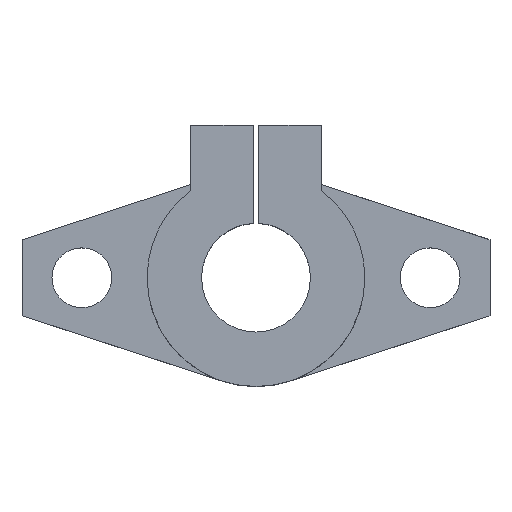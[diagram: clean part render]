
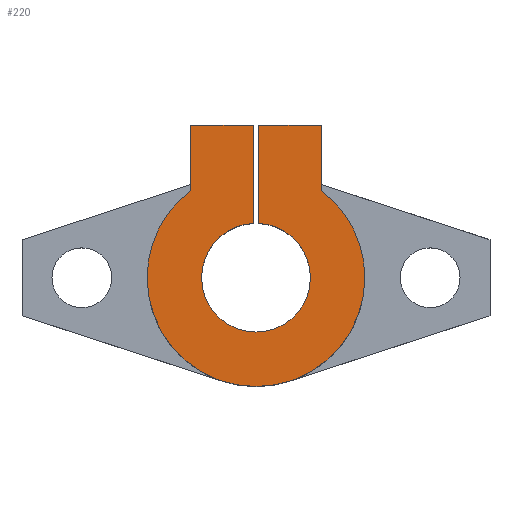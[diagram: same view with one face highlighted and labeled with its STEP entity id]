
A CAD part, top view. The second image highlights one B-rep face of the part: STEP entity #220.
In plain terms, the highlighted planar face has unit normal (0, 0, 1).
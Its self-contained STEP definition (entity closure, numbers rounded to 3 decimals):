
#211 = DIRECTION ( 'NONE',  ( 1., 0., 0. ) ) ;
#220 = ADVANCED_FACE ( 'NONE', ( #13550 ), #11495, .T. ) ;
#225 = DIRECTION ( 'NONE',  ( 0., 0., 1. ) ) ;
#241 = CIRCLE ( 'NONE', #13273, 5. ) ;
#469 = DIRECTION ( 'NONE',  ( 1., 0., 0. ) ) ;
#503 = ORIENTED_EDGE ( 'NONE', *, *, #11533, .F. ) ;
#538 = CARTESIAN_POINT ( 'NONE',  ( -5., 0., 10. ) ) ;
#573 = AXIS2_PLACEMENT_3D ( 'NONE', #14209, #225, #1663 ) ;
#610 = ORIENTED_EDGE ( 'NONE', *, *, #4947, .T. ) ;
#684 = DIRECTION ( 'NONE',  ( -1., 0., 0. ) ) ;
#916 = CARTESIAN_POINT ( 'NONE',  ( 0.25, 14., 10. ) ) ;
#982 = EDGE_CURVE ( 'NONE', #1790, #14021, #9602, .T. ) ;
#1022 = AXIS2_PLACEMENT_3D ( 'NONE', #9811, #5342, #9880 ) ;
#1024 = VERTEX_POINT ( 'NONE', #538 ) ;
#1240 = EDGE_CURVE ( 'NONE', #4949, #7473, #13461, .T. ) ;
#1296 = CIRCLE ( 'NONE', #1022, 5. ) ;
#1362 = DIRECTION ( 'NONE',  ( 0., 1., 0. ) ) ;
#1611 = EDGE_CURVE ( 'NONE', #9745, #14021, #3927, .T. ) ;
#1663 = DIRECTION ( 'NONE',  ( 1., 0., 0. ) ) ;
#1760 = VECTOR ( 'NONE', #5941, 1000. ) ;
#1790 = VERTEX_POINT ( 'NONE', #6320 ) ;
#2228 = CIRCLE ( 'NONE', #573, 5. ) ;
#2341 = EDGE_CURVE ( 'NONE', #1024, #13959, #241, .T. ) ;
#2788 = CARTESIAN_POINT ( 'NONE',  ( 0.25, 0., 10. ) ) ;
#3675 = CARTESIAN_POINT ( 'NONE',  ( -6., 14., 10. ) ) ;
#3927 = LINE ( 'NONE', #2788, #7659 ) ;
#3965 = VERTEX_POINT ( 'NONE', #6190 ) ;
#4316 = DIRECTION ( 'NONE',  ( 0., -1., 0. ) ) ;
#4326 = ORIENTED_EDGE ( 'NONE', *, *, #13242, .T. ) ;
#4372 = ORIENTED_EDGE ( 'NONE', *, *, #982, .T. ) ;
#4413 = CARTESIAN_POINT ( 'NONE',  ( 0., 0., 10. ) ) ;
#4429 = VECTOR ( 'NONE', #4316, 1000. ) ;
#4470 = DIRECTION ( 'NONE',  ( 0., 0., 1. ) ) ;
#4485 = ORIENTED_EDGE ( 'NONE', *, *, #11201, .F. ) ;
#4697 = ORIENTED_EDGE ( 'NONE', *, *, #8100, .T. ) ;
#4943 = ORIENTED_EDGE ( 'NONE', *, *, #9535, .T. ) ;
#4947 = EDGE_CURVE ( 'NONE', #7473, #1790, #12545, .T. ) ;
#4949 = VERTEX_POINT ( 'NONE', #13612 ) ;
#4996 = VECTOR ( 'NONE', #684, 1000. ) ;
#5342 = DIRECTION ( 'NONE',  ( 0., 0., 1. ) ) ;
#5364 = CARTESIAN_POINT ( 'NONE',  ( 5., 0., 10. ) ) ;
#5475 = VERTEX_POINT ( 'NONE', #9016 ) ;
#5591 = CARTESIAN_POINT ( 'NONE',  ( -10., 0., 10. ) ) ;
#5832 = VERTEX_POINT ( 'NONE', #5591 ) ;
#5941 = DIRECTION ( 'NONE',  ( -1., 0., 0. ) ) ;
#6112 = VECTOR ( 'NONE', #12811, 1000. ) ;
#6131 = AXIS2_PLACEMENT_3D ( 'NONE', #10064, #12411, #6813 ) ;
#6190 = CARTESIAN_POINT ( 'NONE',  ( -0.25, 4.994, 10. ) ) ;
#6200 = VERTEX_POINT ( 'NONE', #7110 ) ;
#6320 = CARTESIAN_POINT ( 'NONE',  ( 6., 14., 10. ) ) ;
#6813 = DIRECTION ( 'NONE',  ( 1., 0., 0. ) ) ;
#7110 = CARTESIAN_POINT ( 'NONE',  ( -0.25, 14., 10. ) ) ;
#7391 = CIRCLE ( 'NONE', #9311, 10. ) ;
#7473 = VERTEX_POINT ( 'NONE', #14786 ) ;
#7659 = VECTOR ( 'NONE', #1362, 1000. ) ;
#7715 = DIRECTION ( 'NONE',  ( 0., 1., 0. ) ) ;
#7794 = CARTESIAN_POINT ( 'NONE',  ( 0., 0., 10. ) ) ;
#8039 = EDGE_LOOP ( 'NONE', ( #4485, #4943, #9170, #4326, #4697, #9938, #610, #4372, #14538, #503, #13873, #10915 ) ) ;
#8100 = EDGE_CURVE ( 'NONE', #5832, #4949, #8546, .T. ) ;
#8519 = VERTEX_POINT ( 'NONE', #9204 ) ;
#8546 = CIRCLE ( 'NONE', #6131, 10. ) ;
#8819 = DIRECTION ( 'NONE',  ( 0., 0., 1. ) ) ;
#9016 = CARTESIAN_POINT ( 'NONE',  ( -6., 14., 10. ) ) ;
#9170 = ORIENTED_EDGE ( 'NONE', *, *, #9693, .T. ) ;
#9204 = CARTESIAN_POINT ( 'NONE',  ( -6., 8., 10. ) ) ;
#9311 = AXIS2_PLACEMENT_3D ( 'NONE', #4413, #10294, #12728 ) ;
#9316 = CARTESIAN_POINT ( 'NONE',  ( 0.25, 4.994, 10. ) ) ;
#9535 = EDGE_CURVE ( 'NONE', #6200, #5475, #11689, .T. ) ;
#9586 = AXIS2_PLACEMENT_3D ( 'NONE', #7794, #4470, #12407 ) ;
#9602 = LINE ( 'NONE', #9677, #4996 ) ;
#9637 = VECTOR ( 'NONE', #7715, 1000. ) ;
#9677 = CARTESIAN_POINT ( 'NONE',  ( -6., 14., 10. ) ) ;
#9693 = EDGE_CURVE ( 'NONE', #5475, #8519, #14919, .T. ) ;
#9745 = VERTEX_POINT ( 'NONE', #9316 ) ;
#9811 = CARTESIAN_POINT ( 'NONE',  ( 0., 0., 10. ) ) ;
#9880 = DIRECTION ( 'NONE',  ( 1., 0., 0. ) ) ;
#9938 = ORIENTED_EDGE ( 'NONE', *, *, #1240, .T. ) ;
#10050 = CARTESIAN_POINT ( 'NONE',  ( -0.25, 0., 10. ) ) ;
#10064 = CARTESIAN_POINT ( 'NONE',  ( 0., 0., 10. ) ) ;
#10294 = DIRECTION ( 'NONE',  ( 0., 0., 1. ) ) ;
#10711 = DIRECTION ( 'NONE',  ( 0., 0., 1. ) ) ;
#10915 = ORIENTED_EDGE ( 'NONE', *, *, #11799, .F. ) ;
#11201 = EDGE_CURVE ( 'NONE', #6200, #3965, #14519, .T. ) ;
#11495 = PLANE ( 'NONE',  #9586 ) ;
#11519 = AXIS2_PLACEMENT_3D ( 'NONE', #12839, #10711, #211 ) ;
#11533 = EDGE_CURVE ( 'NONE', #13959, #9745, #1296, .T. ) ;
#11689 = LINE ( 'NONE', #3675, #1760 ) ;
#11799 = EDGE_CURVE ( 'NONE', #3965, #1024, #2228, .T. ) ;
#12407 = DIRECTION ( 'NONE',  ( 1., 0., 0. ) ) ;
#12411 = DIRECTION ( 'NONE',  ( 0., 0., 1. ) ) ;
#12545 = LINE ( 'NONE', #14742, #9637 ) ;
#12728 = DIRECTION ( 'NONE',  ( 1., 0., 0. ) ) ;
#12811 = DIRECTION ( 'NONE',  ( 0., -1., 0. ) ) ;
#12839 = CARTESIAN_POINT ( 'NONE',  ( 0., 0., 10. ) ) ;
#13087 = CARTESIAN_POINT ( 'NONE',  ( 0., 0., 10. ) ) ;
#13242 = EDGE_CURVE ( 'NONE', #8519, #5832, #7391, .T. ) ;
#13273 = AXIS2_PLACEMENT_3D ( 'NONE', #13087, #8819, #469 ) ;
#13461 = CIRCLE ( 'NONE', #11519, 10. ) ;
#13550 = FACE_OUTER_BOUND ( 'NONE', #8039, .T. ) ;
#13612 = CARTESIAN_POINT ( 'NONE',  ( 10., 0., 10. ) ) ;
#13873 = ORIENTED_EDGE ( 'NONE', *, *, #2341, .F. ) ;
#13936 = CARTESIAN_POINT ( 'NONE',  ( -6., 8., 10. ) ) ;
#13959 = VERTEX_POINT ( 'NONE', #5364 ) ;
#14021 = VERTEX_POINT ( 'NONE', #916 ) ;
#14209 = CARTESIAN_POINT ( 'NONE',  ( 0., 0., 10. ) ) ;
#14519 = LINE ( 'NONE', #10050, #4429 ) ;
#14538 = ORIENTED_EDGE ( 'NONE', *, *, #1611, .F. ) ;
#14742 = CARTESIAN_POINT ( 'NONE',  ( 6., 8., 10. ) ) ;
#14786 = CARTESIAN_POINT ( 'NONE',  ( 6., 8., 10. ) ) ;
#14919 = LINE ( 'NONE', #13936, #6112 ) ;
